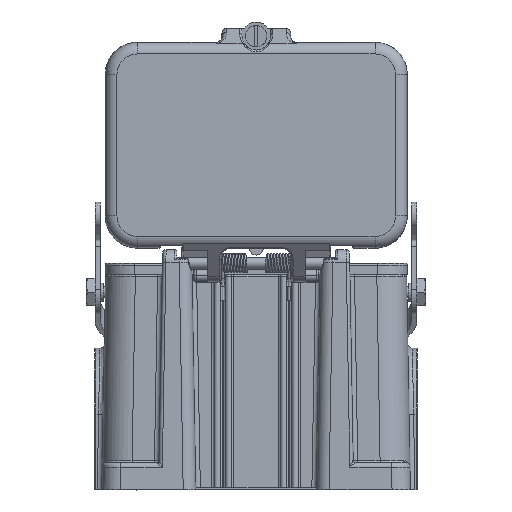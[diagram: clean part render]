
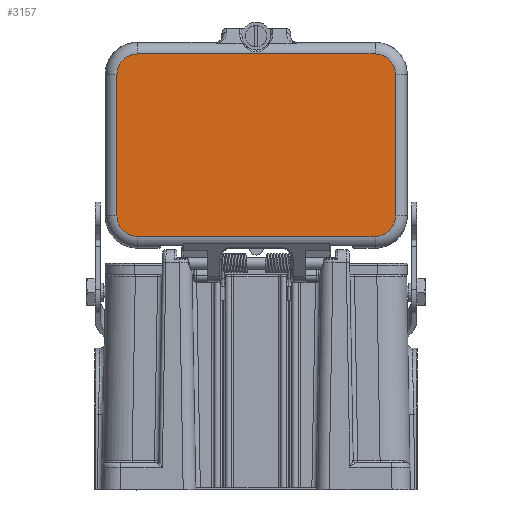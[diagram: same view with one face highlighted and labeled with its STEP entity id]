
A CAD part, front view. The second image highlights one B-rep face of the part: STEP entity #3157.
In plain terms, the highlighted face is planar.
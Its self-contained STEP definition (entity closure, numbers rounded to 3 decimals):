
#2145=CIRCLE('',#18995,8.999);
#2146=CIRCLE('',#18998,8.999);
#2147=CIRCLE('',#19001,8.999);
#2148=CIRCLE('',#19004,8.999);
#3157=ADVANCED_FACE('NONE',(#4426),#3520,.T.);
#3520=PLANE('',#19007);
#4426=FACE_OUTER_BOUND('',#5560,.T.);
#5560=EDGE_LOOP('',(#12700,#12701,#12702,#12703,#12704,#12705,#12706,#12707));
#6708=LINE('',#39256,#7843);
#6709=LINE('',#39274,#7844);
#6710=LINE('',#39292,#7845);
#6711=LINE('',#39303,#7846);
#7843=VECTOR('',#23748,1.);
#7844=VECTOR('',#23755,1.);
#7845=VECTOR('',#23762,1.);
#7846=VECTOR('',#23769,1.);
#12700=ORIENTED_EDGE('',*,*,#16829,.F.);
#12701=ORIENTED_EDGE('',*,*,#16830,.F.);
#12702=ORIENTED_EDGE('',*,*,#16817,.F.);
#12703=ORIENTED_EDGE('',*,*,#16819,.F.);
#12704=ORIENTED_EDGE('',*,*,#16821,.F.);
#12705=ORIENTED_EDGE('',*,*,#16823,.F.);
#12706=ORIENTED_EDGE('',*,*,#16825,.F.);
#12707=ORIENTED_EDGE('',*,*,#16827,.F.);
#14352=VERTEX_POINT('',#39239);
#14353=VERTEX_POINT('',#39246);
#14354=VERTEX_POINT('',#39255);
#14355=VERTEX_POINT('',#39264);
#14356=VERTEX_POINT('',#39273);
#14357=VERTEX_POINT('',#39282);
#14358=VERTEX_POINT('',#39291);
#14359=VERTEX_POINT('',#39300);
#16817=EDGE_CURVE('',#14353,#14352,#2145,.T.);
#16819=EDGE_CURVE('',#14354,#14353,#6708,.T.);
#16821=EDGE_CURVE('',#14355,#14354,#2146,.T.);
#16823=EDGE_CURVE('',#14356,#14355,#6709,.T.);
#16825=EDGE_CURVE('',#14357,#14356,#2147,.T.);
#16827=EDGE_CURVE('',#14358,#14357,#6710,.T.);
#16829=EDGE_CURVE('',#14359,#14358,#2148,.T.);
#16830=EDGE_CURVE('',#14352,#14359,#6711,.T.);
#18995=AXIS2_PLACEMENT_3D('',#39247,#23744,#23745);
#18998=AXIS2_PLACEMENT_3D('',#39265,#23751,#23752);
#19001=AXIS2_PLACEMENT_3D('',#39283,#23758,#23759);
#19004=AXIS2_PLACEMENT_3D('',#39301,#23765,#23766);
#19007=AXIS2_PLACEMENT_3D('',#39305,#23772,#23773);
#23744=DIRECTION('',(0.,-1.,0.));
#23745=DIRECTION('',(0.,0.,1.));
#23748=DIRECTION('',(0.,0.,1.));
#23751=DIRECTION('',(0.,-1.,0.));
#23752=DIRECTION('',(-1.,0.,0.));
#23755=DIRECTION('',(1.,0.,0.));
#23758=DIRECTION('',(0.,-1.,0.));
#23759=DIRECTION('',(0.,0.,1.));
#23762=DIRECTION('',(0.,0.,-1.));
#23765=DIRECTION('',(0.,-1.,0.));
#23766=DIRECTION('',(-1.,0.,0.));
#23769=DIRECTION('',(-1.,0.,0.));
#23772=DIRECTION('',(0.,1.,0.));
#23773=DIRECTION('',(0.,0.,1.));
#39239=CARTESIAN_POINT('',(209.587,17.035,255.977));
#39246=CARTESIAN_POINT('',(218.586,17.035,246.977));
#39247=CARTESIAN_POINT('',(209.587,17.035,246.977));
#39255=CARTESIAN_POINT('',(218.586,17.035,185.204));
#39256=CARTESIAN_POINT('',(218.586,17.035,216.091));
#39264=CARTESIAN_POINT('',(209.587,17.035,176.204));
#39265=CARTESIAN_POINT('',(209.587,17.035,185.204));
#39273=CARTESIAN_POINT('',(105.813,17.035,176.204));
#39274=CARTESIAN_POINT('',(157.7,17.035,176.204));
#39282=CARTESIAN_POINT('',(96.814,17.035,185.204));
#39283=CARTESIAN_POINT('',(105.813,17.035,185.204));
#39291=CARTESIAN_POINT('',(96.814,17.035,246.977));
#39292=CARTESIAN_POINT('',(96.814,17.035,216.091));
#39300=CARTESIAN_POINT('',(105.813,17.035,255.977));
#39301=CARTESIAN_POINT('',(105.813,17.035,246.977));
#39303=CARTESIAN_POINT('',(157.7,17.035,255.977));
#39305=CARTESIAN_POINT('',(157.7,17.035,216.091));
